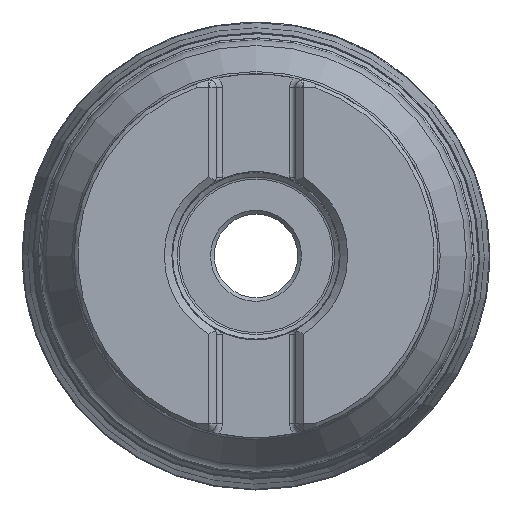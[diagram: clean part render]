
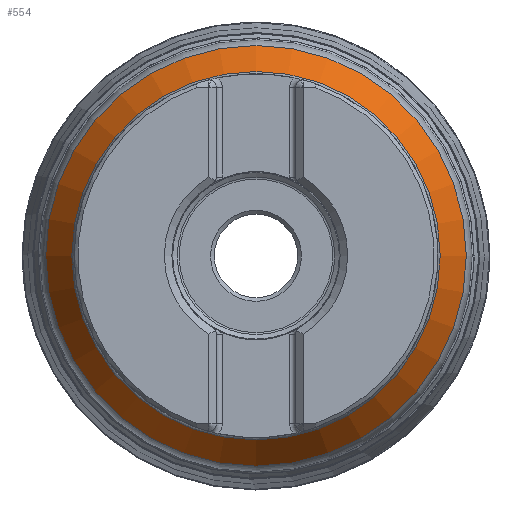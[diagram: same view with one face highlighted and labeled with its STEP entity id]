
A CAD part, top view. The second image highlights one B-rep face of the part: STEP entity #554.
In plain terms, the highlighted conical face has half-angle 32.22 degrees and reference radius 24 mm.
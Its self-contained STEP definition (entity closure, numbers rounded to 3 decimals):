
#265=FACE_BOUND('',#774,.T.);
#266=FACE_BOUND('',#775,.T.);
#448=CONICAL_SURFACE('',#2102,24.,32.22);
#554=ADVANCED_FACE('',(#265,#266),#448,.T.);
#774=EDGE_LOOP('',(#1169));
#775=EDGE_LOOP('',(#1170));
#1017=CIRCLE('',#2100,24.308);
#1018=CIRCLE('',#2101,27.747);
#1169=ORIENTED_EDGE('',*,*,#1775,.T.);
#1170=ORIENTED_EDGE('',*,*,#1776,.T.);
#1601=VERTEX_POINT('',#2988);
#1602=VERTEX_POINT('',#2990);
#1775=EDGE_CURVE('',#1601,#1601,#1017,.T.);
#1776=EDGE_CURVE('',#1602,#1602,#1018,.T.);
#2100=AXIS2_PLACEMENT_3D('',#2987,#2362,#2363);
#2101=AXIS2_PLACEMENT_3D('',#2989,#2364,#2365);
#2102=AXIS2_PLACEMENT_3D('',#2991,#2366,#2367);
#2362=DIRECTION('',(0.,0.,-1.));
#2363=DIRECTION('',(-1.,0.,0.));
#2364=DIRECTION('',(0.,0.,1.));
#2365=DIRECTION('',(1.,0.,0.));
#2366=DIRECTION('',(0.,0.,-1.));
#2367=DIRECTION('',(-1.,0.,0.));
#2987=CARTESIAN_POINT('',(0.,0.,-11.489));
#2988=CARTESIAN_POINT('',(-24.308,0.,-11.489));
#2989=CARTESIAN_POINT('',(0.,0.,-16.946));
#2990=CARTESIAN_POINT('',(27.747,0.,-16.946));
#2991=CARTESIAN_POINT('',(0.,0.,-11.));
